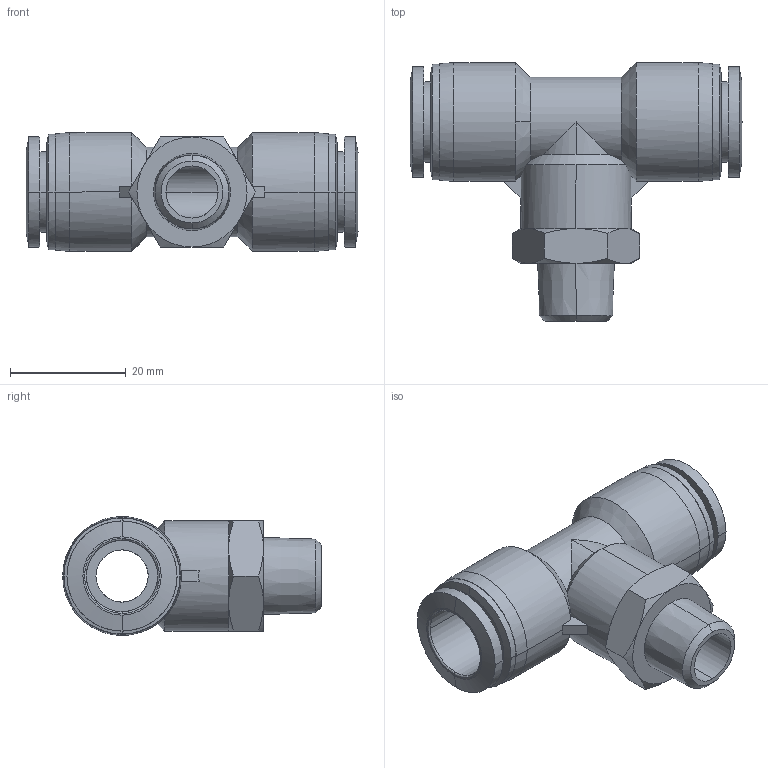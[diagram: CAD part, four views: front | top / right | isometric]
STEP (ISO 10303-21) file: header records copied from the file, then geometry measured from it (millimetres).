
FILE_DESCRIPTION (( 'STEP AP214' ), '1' );
FILE_NAME ('MBT12M-14R.step', '2016-02-24T20:39:31', ( '' ), ( '' ), 'SwSTEP 2.0', 'SolidWorks 2015', '' );
FILE_SCHEMA (( 'AUTOMOTIVE_DESIGN' ));
Length unit declared in the file: inch
Products named in the file (1): MBT12M-14R
Bounding box: 57.3 x 44.65 x 20.5 mm (x, y, z)
Volume: 13828.3 mm3; surface area: 8815.8 mm2
Topology: 1 solids, 1 shells, 95 faces, 233 edges, 148 vertices
Faces by surface type: cone 36, cylinder 31, plane 24, torus 4
Entity records: 7187 total; most frequent: CARTESIAN_POINT 3816, ORIENTED_EDGE 466, DIRECTION 383, EDGE_CURVE 233, AXIS2_PLACEMENT_3D 158, VERTEX_POINT 148, EDGE_LOOP 107, B_SPLINE_CURVE_WITH_KNOTS 104
